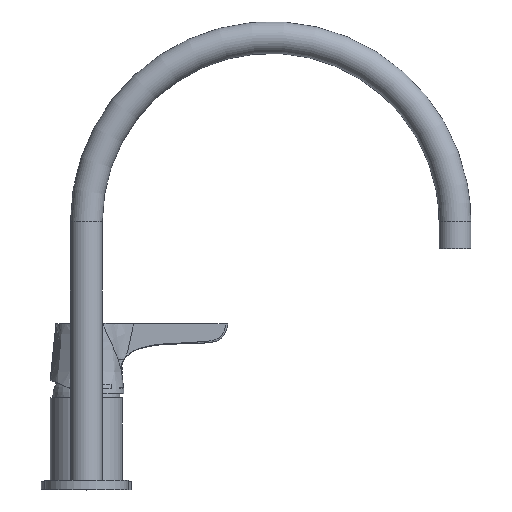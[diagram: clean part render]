
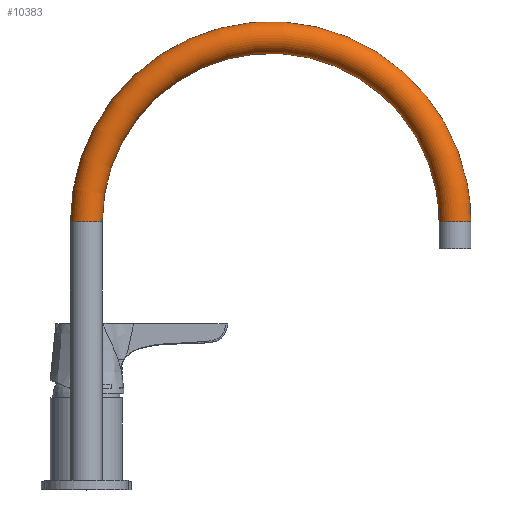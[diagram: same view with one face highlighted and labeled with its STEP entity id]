
A CAD part, top view. The second image highlights one B-rep face of the part: STEP entity #10383.
In plain terms, the highlighted toroidal (fillet/blend) face has major radius 110 mm and minor radius 9.5 mm.
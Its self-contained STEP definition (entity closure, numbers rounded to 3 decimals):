
#665 = AXIS2_PLACEMENT_3D ( 'NONE', #7476, #1686, #6510 ) ;
#892 = VERTEX_POINT ( 'NONE', #14969 ) ;
#1686 = DIRECTION ( 'NONE',  ( 0., -1., 0. ) ) ;
#2875 = AXIS2_PLACEMENT_3D ( 'NONE', #3919, #12830, #17036 ) ;
#3345 = ORIENTED_EDGE ( 'NONE', *, *, #13346, .F. ) ;
#3687 = EDGE_CURVE ( 'NONE', #13185, #13185, #13757, .T. ) ;
#3919 = CARTESIAN_POINT ( 'NONE',  ( 110., 159.85, 100. ) ) ;
#4291 = FACE_OUTER_BOUND ( 'NONE', #14927, .T. ) ;
#5861 = TOROIDAL_SURFACE ( 'NONE', #2875, 110., 9.5 ) ;
#5958 = CARTESIAN_POINT ( 'NONE',  ( 0., 159.85, 109.5 ) ) ;
#6510 = DIRECTION ( 'NONE',  ( 0., 0., 1. ) ) ;
#7476 = CARTESIAN_POINT ( 'NONE',  ( 220., 159.85, 100. ) ) ;
#9640 = FACE_OUTER_BOUND ( 'NONE', #17560, .T. ) ;
#10128 = ORIENTED_EDGE ( 'NONE', *, *, #3687, .T. ) ;
#10383 = ADVANCED_FACE ( 'NONE', ( #9640, #4291 ), #5861, .T. ) ;
#11091 = CARTESIAN_POINT ( 'NONE',  ( 0., 159.85, 100. ) ) ;
#11980 = AXIS2_PLACEMENT_3D ( 'NONE', #11091, #16810, #16900 ) ;
#12830 = DIRECTION ( 'NONE',  ( 0., 0., -1. ) ) ;
#13185 = VERTEX_POINT ( 'NONE', #5958 ) ;
#13253 = CIRCLE ( 'NONE', #665, 9.5 ) ;
#13346 = EDGE_CURVE ( 'NONE', #892, #892, #13253, .T. ) ;
#13757 = CIRCLE ( 'NONE', #11980, 9.5 ) ;
#14927 = EDGE_LOOP ( 'NONE', ( #10128 ) ) ;
#14969 = CARTESIAN_POINT ( 'NONE',  ( 220., 159.85, 109.5 ) ) ;
#16810 = DIRECTION ( 'NONE',  ( 0., 1., 0. ) ) ;
#16900 = DIRECTION ( 'NONE',  ( 0., 0., 1. ) ) ;
#17036 = DIRECTION ( 'NONE',  ( -1., 0., 0. ) ) ;
#17560 = EDGE_LOOP ( 'NONE', ( #3345 ) ) ;
